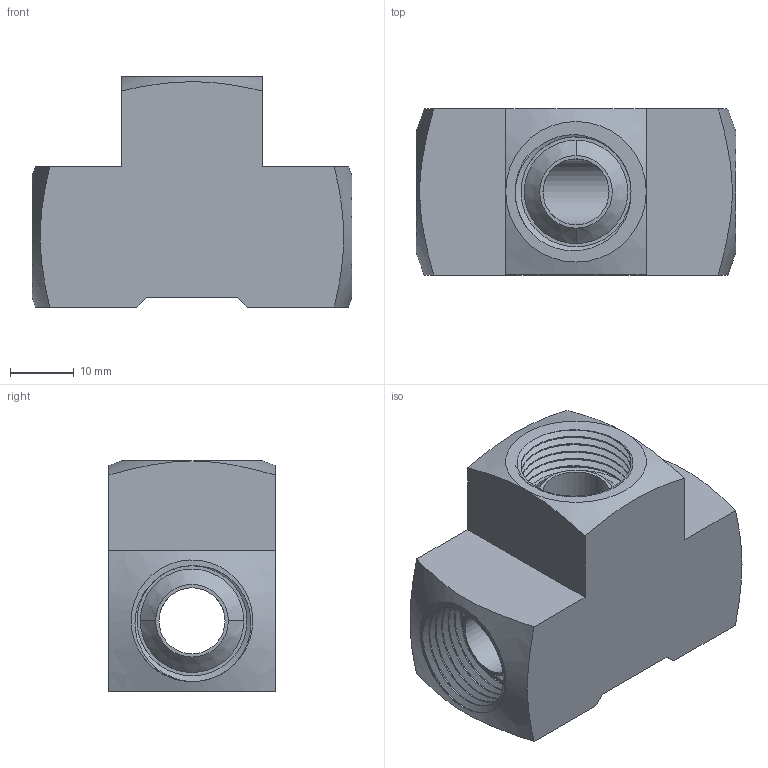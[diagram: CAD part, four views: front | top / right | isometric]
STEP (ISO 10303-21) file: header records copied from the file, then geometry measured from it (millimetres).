
FILE_DESCRIPTION(/* description */ (''),/* implementation_level */ '2;1');
FILE_NAME(/* name */ '101-N4.stp',/* time_stamp */ '2024-01-23T09:48:40-05:00',/* author */ ('esanner'),/* organization */ (''),/* preprocessor_version */ 'ST-DEVELOPER v19',/* originating_system */ 'AutoCAD Mechanical',/* authorisation */ '');
FILE_SCHEMA (('AUTOMOTIVE_DESIGN { 1 0 10303 214 3 1 1 }'));
Length unit declared in the file: millimetre
Products named in the file (2): Product; 101-N4
Assembly tree (1 placements, depth 2):
  Product
    101-N4
Bounding box: 50 x 26 x 36.02 mm (x, y, z)
Volume: 25684.7 mm3; surface area: 10896.3 mm2
Topology: 1 solids, 1 shells, 93 faces, 260 edges, 172 vertices
Faces by surface type: cylinder 57, plane 20, cone 10, bspline 6
Full cylindrical faces by diameter (mm): 10.338 x2, 17.217 x15, 19.05 x1
Entity records: 10418 total; most frequent: CARTESIAN_POINT 8348, ORIENTED_EDGE 526, DIRECTION 339, EDGE_CURVE 263, VERTEX_POINT 175, AXIS2_PLACEMENT_3D 126, EDGE_LOOP 100, FACE_OUTER_BOUND 93
